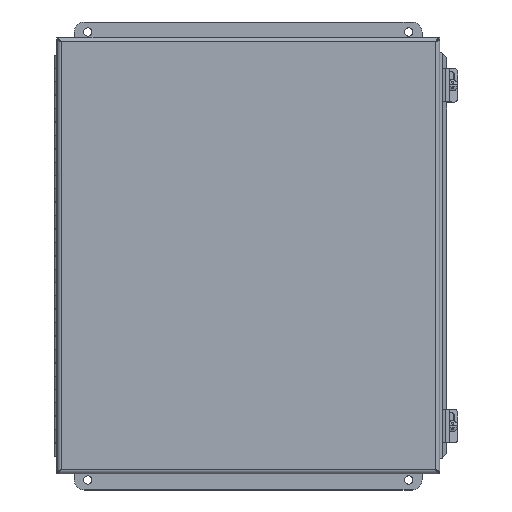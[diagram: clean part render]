
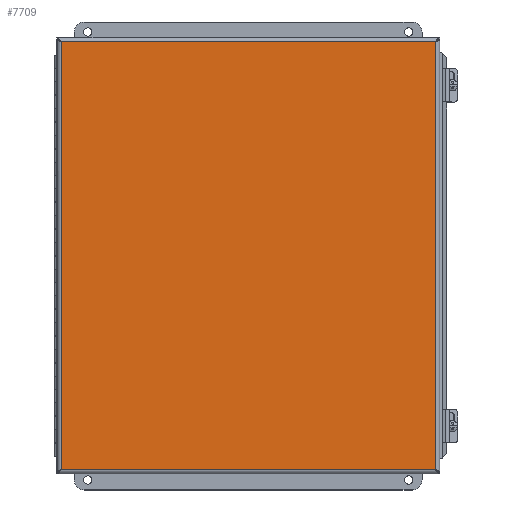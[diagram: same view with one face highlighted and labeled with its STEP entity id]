
A CAD part, top view. The second image highlights one B-rep face of the part: STEP entity #7709.
In plain terms, the highlighted face is planar.
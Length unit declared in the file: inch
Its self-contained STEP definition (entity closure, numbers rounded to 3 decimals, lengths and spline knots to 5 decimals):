
#732=PLANE('',#8474);
#1082=FACE_OUTER_BOUND('',#1558,.T.);
#1558=EDGE_LOOP('',(#6361,#6362,#6363,#6364));
#2280=LINE('',#12955,#2978);
#2306=LINE('',#13190,#3004);
#2326=LINE('',#13288,#3024);
#2327=LINE('',#13291,#3025);
#2978=VECTOR('',#10031,0.3937);
#3004=VECTOR('',#10083,0.3937);
#3024=VECTOR('',#10143,0.3937);
#3025=VECTOR('',#10148,0.3937);
#3565=VERTEX_POINT('',#12735);
#3588=VERTEX_POINT('',#12867);
#3595=VERTEX_POINT('',#12954);
#3599=VERTEX_POINT('',#13091);
#4504=EDGE_CURVE('',#3595,#3588,#2280,.T.);
#4542=EDGE_CURVE('',#3565,#3599,#2306,.T.);
#4569=EDGE_CURVE('',#3588,#3565,#2326,.T.);
#4570=EDGE_CURVE('',#3599,#3595,#2327,.T.);
#6361=ORIENTED_EDGE('',*,*,#4504,.T.);
#6362=ORIENTED_EDGE('',*,*,#4569,.T.);
#6363=ORIENTED_EDGE('',*,*,#4542,.T.);
#6364=ORIENTED_EDGE('',*,*,#4570,.T.);
#7709=ADVANCED_FACE('',(#1082),#732,.F.);
#8474=AXIS2_PLACEMENT_3D('',#13292,#10149,#10150);
#10031=DIRECTION('',(0.,-1.,0.));
#10083=DIRECTION('',(0.,1.,0.));
#10143=DIRECTION('',(-1.,0.,0.));
#10148=DIRECTION('',(1.,0.,0.));
#10149=DIRECTION('center_axis',(0.,0.,1.));
#10150=DIRECTION('ref_axis',(1.,0.,0.));
#12735=CARTESIAN_POINT('',(0.15275,0.15275,0.));
#12867=CARTESIAN_POINT('',(14.15725,0.15275,0.));
#12954=CARTESIAN_POINT('',(14.15725,16.15975,0.));
#12955=CARTESIAN_POINT('',(14.15725,12.158,0.));
#13091=CARTESIAN_POINT('',(0.15275,16.15975,0.));
#13190=CARTESIAN_POINT('',(0.15275,4.1545,0.));
#13288=CARTESIAN_POINT('',(10.65613,0.15275,0.));
#13291=CARTESIAN_POINT('',(3.65387,16.15975,0.));
#13292=CARTESIAN_POINT('Origin',(7.155,8.15625,0.));
